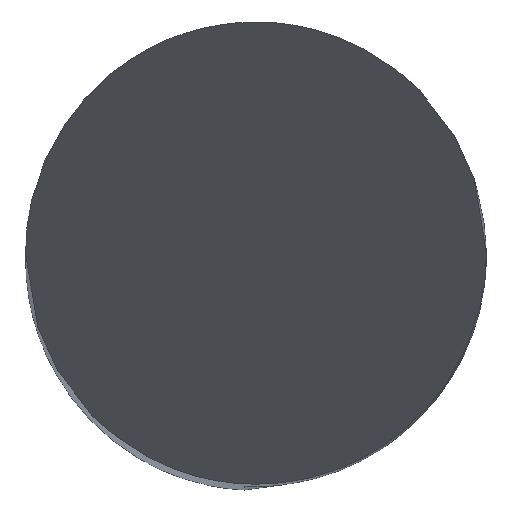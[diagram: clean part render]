
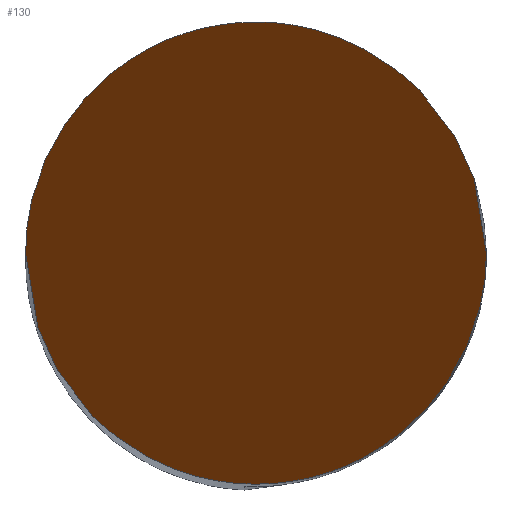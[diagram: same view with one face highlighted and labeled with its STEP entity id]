
A CAD part, top view. The second image highlights one B-rep face of the part: STEP entity #130.
In plain terms, the highlighted planar face has unit normal (0, -0.866, 0.5).
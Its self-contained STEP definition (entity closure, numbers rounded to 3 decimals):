
#58=PLANE('',#542);
#130=ADVANCED_FACE('',(#163),#58,.T.);
#163=FACE_OUTER_BOUND('',#190,.T.);
#190=EDGE_LOOP('',(#321,#322));
#321=ORIENTED_EDGE('',*,*,#437,.T.);
#322=ORIENTED_EDGE('',*,*,#444,.T.);
#386=VERTEX_POINT('',#954);
#387=VERTEX_POINT('',#959);
#437=EDGE_CURVE('',#387,#386,#484,.T.);
#444=EDGE_CURVE('',#386,#387,#485,.T.);
#484=(
BOUNDED_CURVE()
B_SPLINE_CURVE(3,(#955,#956,#957,#958),.UNSPECIFIED.,.F.,.F.)
B_SPLINE_CURVE_WITH_KNOTS((4,4),(0.,1.),.UNSPECIFIED.)
CURVE()
GEOMETRIC_REPRESENTATION_ITEM()
RATIONAL_B_SPLINE_CURVE((1.,0.333,0.333,1.))
REPRESENTATION_ITEM('')
);
#485=(
BOUNDED_CURVE()
B_SPLINE_CURVE(3,(#998,#999,#1000,#1001),.UNSPECIFIED.,.F.,.F.)
B_SPLINE_CURVE_WITH_KNOTS((4,4),(0.,1.),.UNSPECIFIED.)
CURVE()
GEOMETRIC_REPRESENTATION_ITEM()
RATIONAL_B_SPLINE_CURVE((1.,0.333,0.333,1.))
REPRESENTATION_ITEM('')
);
#542=AXIS2_PLACEMENT_3D('',#1075,#622,#623);
#622=DIRECTION('',(0.,-0.866,0.5));
#623=DIRECTION('',(0.,0.5,0.866));
#954=CARTESIAN_POINT('',(3.,0.,0.));
#955=CARTESIAN_POINT('',(-3.,0.,0.));
#956=CARTESIAN_POINT('',(-3.,-6.,-10.392));
#957=CARTESIAN_POINT('',(3.,-6.,-10.392));
#958=CARTESIAN_POINT('',(3.,0.,0.));
#959=CARTESIAN_POINT('',(-3.,0.,0.));
#998=CARTESIAN_POINT('',(3.,0.,0.));
#999=CARTESIAN_POINT('',(3.,6.,10.392));
#1000=CARTESIAN_POINT('',(-3.,6.,10.392));
#1001=CARTESIAN_POINT('',(-3.,0.,0.));
#1075=CARTESIAN_POINT('',(76.339,3.,5.196));
